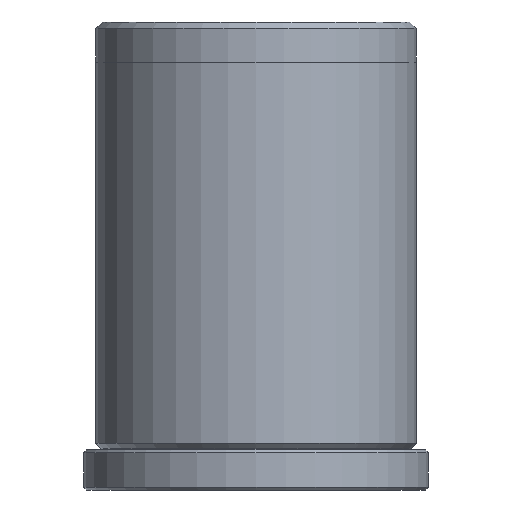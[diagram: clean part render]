
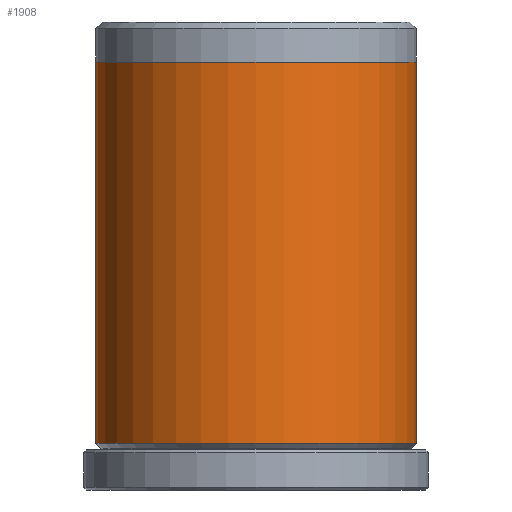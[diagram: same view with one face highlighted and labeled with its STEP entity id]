
A CAD part, front view. The second image highlights one B-rep face of the part: STEP entity #1908.
In plain terms, the highlighted cylindrical face has radius 12 mm (diameter 24 mm), a partial arc.
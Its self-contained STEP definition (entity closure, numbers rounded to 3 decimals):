
#58 = EDGE_CURVE ( 'NONE', #2691, #115, #1911, .T. ) ;
#115 = VERTEX_POINT ( 'NONE', #2371 ) ;
#154 = VERTEX_POINT ( 'NONE', #528 ) ;
#336 = EDGE_CURVE ( 'NONE', #154, #1523, #2253, .T. ) ;
#528 = CARTESIAN_POINT ( 'NONE',  ( 12., 0., 32. ) ) ;
#556 = AXIS2_PLACEMENT_3D ( 'NONE', #867, #880, #890 ) ;
#663 = CARTESIAN_POINT ( 'NONE',  ( -12., 0., 32. ) ) ;
#713 = EDGE_CURVE ( 'NONE', #154, #2691, #993, .T. ) ;
#761 = DIRECTION ( 'NONE',  ( 0., 0., -1. ) ) ;
#867 = CARTESIAN_POINT ( 'NONE',  ( 0., 0., 32. ) ) ;
#880 = DIRECTION ( 'NONE',  ( 0., 0., -1. ) ) ;
#890 = DIRECTION ( 'NONE',  ( -1., 0., 0. ) ) ;
#935 = CARTESIAN_POINT ( 'NONE',  ( 0., 0., 3.5 ) ) ;
#946 = DIRECTION ( 'NONE',  ( 0., 0., -1. ) ) ;
#950 = CYLINDRICAL_SURFACE ( 'NONE', #1734, 12. ) ;
#993 = LINE ( 'NONE', #1794, #2627 ) ;
#1226 = DIRECTION ( 'NONE',  ( -1., 0., 0. ) ) ;
#1302 = ORIENTED_EDGE ( 'NONE', *, *, #58, .F. ) ;
#1375 = ORIENTED_EDGE ( 'NONE', *, *, #1929, .T. ) ;
#1449 = ORIENTED_EDGE ( 'NONE', *, *, #336, .T. ) ;
#1455 = AXIS2_PLACEMENT_3D ( 'NONE', #935, #946, #1226 ) ;
#1523 = VERTEX_POINT ( 'NONE', #663 ) ;
#1639 = CARTESIAN_POINT ( 'NONE',  ( 12., 0., 3.5 ) ) ;
#1734 = AXIS2_PLACEMENT_3D ( 'NONE', #1842, #1852, #1895 ) ;
#1794 = CARTESIAN_POINT ( 'NONE',  ( 12., 0., 35. ) ) ;
#1842 = CARTESIAN_POINT ( 'NONE',  ( 0., 0., 35. ) ) ;
#1852 = DIRECTION ( 'NONE',  ( 0., 0., -1. ) ) ;
#1863 = EDGE_LOOP ( 'NONE', ( #2952, #1449, #1375, #1302 ) ) ;
#1895 = DIRECTION ( 'NONE',  ( -1., 0., 0. ) ) ;
#1908 = ADVANCED_FACE ( 'NONE', ( #2754 ), #950, .T. ) ;
#1911 = CIRCLE ( 'NONE', #1455, 12. ) ;
#1929 = EDGE_CURVE ( 'NONE', #1523, #115, #2076, .T. ) ;
#1995 = VECTOR ( 'NONE', #2271, 1000. ) ;
#2076 = LINE ( 'NONE', #2258, #1995 ) ;
#2253 = CIRCLE ( 'NONE', #556, 12. ) ;
#2258 = CARTESIAN_POINT ( 'NONE',  ( -12., 0., 35. ) ) ;
#2271 = DIRECTION ( 'NONE',  ( 0., 0., -1. ) ) ;
#2371 = CARTESIAN_POINT ( 'NONE',  ( -12., 0., 3.5 ) ) ;
#2627 = VECTOR ( 'NONE', #761, 1000. ) ;
#2691 = VERTEX_POINT ( 'NONE', #1639 ) ;
#2754 = FACE_OUTER_BOUND ( 'NONE', #1863, .T. ) ;
#2952 = ORIENTED_EDGE ( 'NONE', *, *, #713, .F. ) ;
